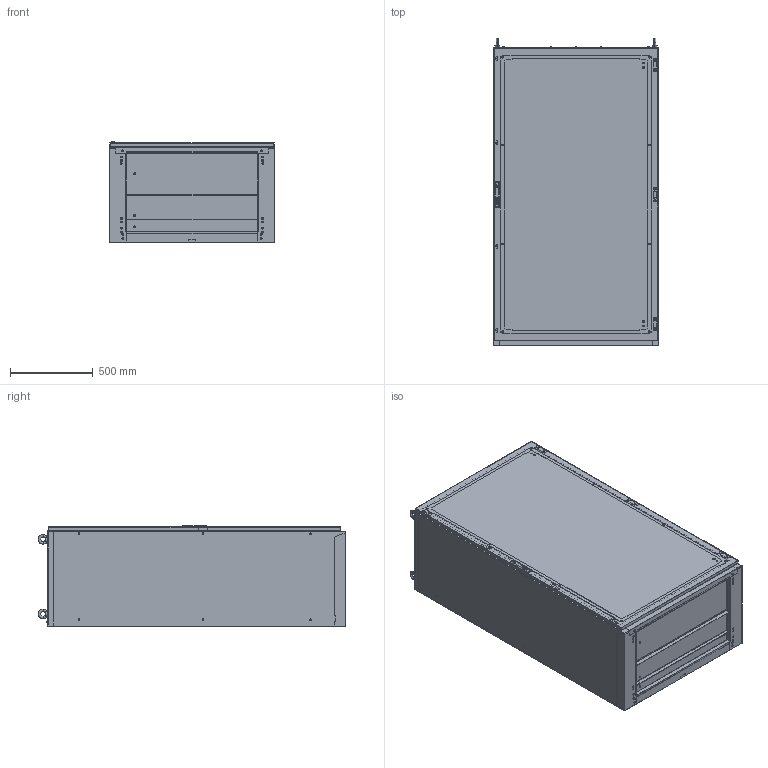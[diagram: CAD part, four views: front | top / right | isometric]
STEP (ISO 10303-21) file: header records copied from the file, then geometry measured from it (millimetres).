
FILE_DESCRIPTION (( 'STEP AP214' ), '1' );
FILE_NAME ('0390-1018-60-07.step', '2022-07-28T11:03:04', ( '' ), ( '' ), 'SwSTEP 2.0', 'SolidWorks 2019', '' );
FILE_SCHEMA (( 'AUTOMOTIVE_DESIGN' ));
Length unit declared in the file: millimetre
Products named in the file (5): 0390-1018-60-07; Dachplatte_ss_0390-1000-60-07; Korpus_ss_1018-60; TuerR_s_0395-1018-00-97; Bodenplattensatz_s_0396-1000-60-03
Assembly tree (4 placements, depth 2):
  0390-1018-60-07
    Korpus_ss_1018-60
    TuerR_s_0395-1018-00-97
    Dachplatte_ss_0390-1000-60-07
    Bodenplattensatz_s_0396-1000-60-03
Bounding box: 1000 x 1857.99 x 607.5 mm (x, y, z)
Volume: 14966953.6 mm3; surface area: 16751211.5 mm2
Topology: 42 solids, 42 shells, 4577 faces, 12194 edges, 8068 vertices
Faces by surface type: plane 2531, cylinder 1836, cone 172, torus 24, bspline 14
Entity records: 173819 total; most frequent: CARTESIAN_POINT 26839, DIRECTION 25014, ORIENTED_EDGE 24388, EDGE_CURVE 12194, AXIS2_PLACEMENT_3D 8519, VERTEX_POINT 8068, LINE 7976, VECTOR 7976
